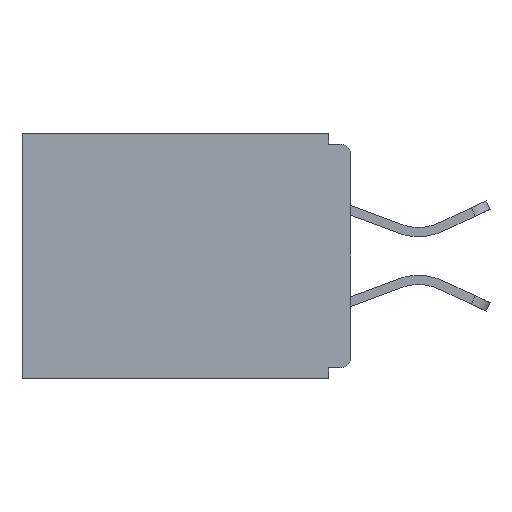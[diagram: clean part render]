
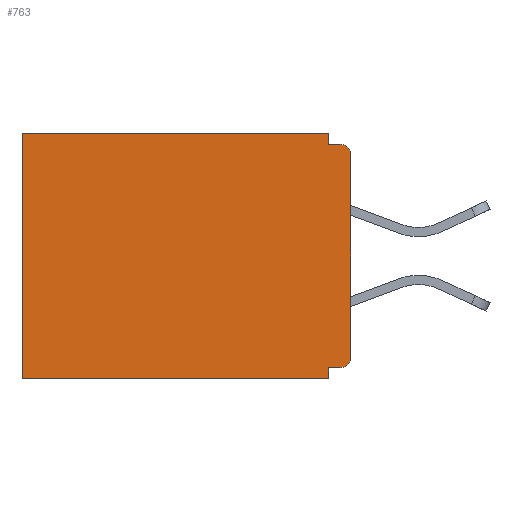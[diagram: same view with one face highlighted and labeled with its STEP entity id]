
A CAD part, left-side view. The second image highlights one B-rep face of the part: STEP entity #763.
In plain terms, the highlighted planar face has unit normal (-1, 0, 0).
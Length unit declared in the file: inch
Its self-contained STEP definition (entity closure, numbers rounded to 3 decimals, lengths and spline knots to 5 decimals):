
#15 = EDGE_CURVE ( 'NONE', #25206, #15854, #22255, .T. ) ;
#166 = ORIENTED_EDGE ( 'NONE', *, *, #11178, .F. ) ;
#671 = DIRECTION ( 'NONE',  ( 0., 1., 0. ) ) ;
#733 = DIRECTION ( 'NONE',  ( -1., 0., 0. ) ) ;
#763 = ADVANCED_FACE ( 'NONE', ( #1803 ), #1779, .F. ) ;
#879 = LINE ( 'NONE', #10639, #7885 ) ;
#1064 = VECTOR ( 'NONE', #12656, 39.37008 ) ;
#1084 = CARTESIAN_POINT ( 'NONE',  ( 0.298, 0., -0.343 ) ) ;
#1538 = ORIENTED_EDGE ( 'NONE', *, *, #17238, .T. ) ;
#1779 = PLANE ( 'NONE',  #14610 ) ;
#1803 = FACE_OUTER_BOUND ( 'NONE', #17024, .T. ) ;
#3153 = CARTESIAN_POINT ( 'NONE',  ( 0.298, 0.031, -0.328 ) ) ;
#3508 = CARTESIAN_POINT ( 'NONE',  ( 0.298, 0.015, -0.313 ) ) ;
#4241 = DIRECTION ( 'NONE',  ( 0., 0., -1. ) ) ;
#4326 = AXIS2_PLACEMENT_3D ( 'NONE', #4486, #733, #16296 ) ;
#4486 = CARTESIAN_POINT ( 'NONE',  ( 0.298, 0.015, -0.03 ) ) ;
#4620 = DIRECTION ( 'NONE',  ( 0., 0., -1. ) ) ;
#4793 = VERTEX_POINT ( 'NONE', #8691 ) ;
#5189 = CIRCLE ( 'NONE', #15651, 0.015 ) ;
#5344 = LINE ( 'NONE', #6453, #11726 ) ;
#5734 = CARTESIAN_POINT ( 'NONE',  ( 0.298, 0., 0. ) ) ;
#6135 = CARTESIAN_POINT ( 'NONE',  ( 0.298, 0.015, -0.015 ) ) ;
#6153 = VECTOR ( 'NONE', #23722, 39.37008 ) ;
#6400 = CARTESIAN_POINT ( 'NONE',  ( 0.298, 0., -0.03 ) ) ;
#6453 = CARTESIAN_POINT ( 'NONE',  ( 0.298, 0., -0.015 ) ) ;
#7279 = LINE ( 'NONE', #25176, #21594 ) ;
#7689 = VECTOR ( 'NONE', #8341, 39.37008 ) ;
#7885 = VECTOR ( 'NONE', #671, 39.37008 ) ;
#8341 = DIRECTION ( 'NONE',  ( 0., 1., 0. ) ) ;
#8691 = CARTESIAN_POINT ( 'NONE',  ( 0.298, 0.46, -0.343 ) ) ;
#9940 = DIRECTION ( 'NONE',  ( -1., 0., 0. ) ) ;
#10266 = CARTESIAN_POINT ( 'NONE',  ( 0.298, 0.031, -0.343 ) ) ;
#10525 = ORIENTED_EDGE ( 'NONE', *, *, #16447, .F. ) ;
#10639 = CARTESIAN_POINT ( 'NONE',  ( 0.298, 0., -0.328 ) ) ;
#10906 = CARTESIAN_POINT ( 'NONE',  ( 0.298, 0.031, 0. ) ) ;
#11178 = EDGE_CURVE ( 'NONE', #25206, #20571, #22530, .T. ) ;
#11478 = DIRECTION ( 'NONE',  ( 0., 0., -1. ) ) ;
#11674 = VERTEX_POINT ( 'NONE', #3153 ) ;
#11726 = VECTOR ( 'NONE', #12231, 39.37008 ) ;
#12231 = DIRECTION ( 'NONE',  ( 0., -1., 0. ) ) ;
#12432 = VECTOR ( 'NONE', #4620, 39.37008 ) ;
#12542 = ORIENTED_EDGE ( 'NONE', *, *, #15, .T. ) ;
#12656 = DIRECTION ( 'NONE',  ( 0., 1., 0. ) ) ;
#12791 = ORIENTED_EDGE ( 'NONE', *, *, #13406, .F. ) ;
#13406 = EDGE_CURVE ( 'NONE', #13722, #15854, #5344, .T. ) ;
#13540 = EDGE_CURVE ( 'NONE', #20483, #4793, #25116, .T. ) ;
#13722 = VERTEX_POINT ( 'NONE', #22811 ) ;
#14296 = CARTESIAN_POINT ( 'NONE',  ( 0.298, 0.46, 0. ) ) ;
#14389 = CARTESIAN_POINT ( 'NONE',  ( 0.298, 0., -0.313 ) ) ;
#14579 = EDGE_CURVE ( 'NONE', #20711, #18299, #24471, .T. ) ;
#14610 = AXIS2_PLACEMENT_3D ( 'NONE', #21165, #15387, #17083 ) ;
#14763 = EDGE_CURVE ( 'NONE', #20711, #13722, #17113, .T. ) ;
#14901 = ORIENTED_EDGE ( 'NONE', *, *, #23025, .F. ) ;
#15303 = ORIENTED_EDGE ( 'NONE', *, *, #14763, .F. ) ;
#15387 = DIRECTION ( 'NONE',  ( 1., 0., 0. ) ) ;
#15518 = DIRECTION ( 'NONE',  ( 0., 0., -1. ) ) ;
#15651 = AXIS2_PLACEMENT_3D ( 'NONE', #3508, #9940, #4241 ) ;
#15854 = VERTEX_POINT ( 'NONE', #6135 ) ;
#16296 = DIRECTION ( 'NONE',  ( 0., 0., -1. ) ) ;
#16447 = EDGE_CURVE ( 'NONE', #11674, #20483, #7279, .T. ) ;
#17024 = EDGE_LOOP ( 'NONE', ( #12542, #12791, #15303, #17261, #1538, #24908, #10525, #14901, #21119, #166 ) ) ;
#17083 = DIRECTION ( 'NONE',  ( 0., 0., -1. ) ) ;
#17113 = LINE ( 'NONE', #10266, #6153 ) ;
#17238 = EDGE_CURVE ( 'NONE', #18299, #4793, #25210, .T. ) ;
#17261 = ORIENTED_EDGE ( 'NONE', *, *, #14579, .T. ) ;
#18299 = VERTEX_POINT ( 'NONE', #22416 ) ;
#20483 = VERTEX_POINT ( 'NONE', #21963 ) ;
#20565 = CARTESIAN_POINT ( 'NONE',  ( 0.298, 0.015, -0.328 ) ) ;
#20571 = VERTEX_POINT ( 'NONE', #14389 ) ;
#20711 = VERTEX_POINT ( 'NONE', #10906 ) ;
#21119 = ORIENTED_EDGE ( 'NONE', *, *, #21804, .T. ) ;
#21165 = CARTESIAN_POINT ( 'NONE',  ( 0.298, 0., 0. ) ) ;
#21497 = VERTEX_POINT ( 'NONE', #20565 ) ;
#21594 = VECTOR ( 'NONE', #11478, 39.37008 ) ;
#21804 = EDGE_CURVE ( 'NONE', #21497, #20571, #5189, .T. ) ;
#21963 = CARTESIAN_POINT ( 'NONE',  ( 0.298, 0.031, -0.343 ) ) ;
#22255 = CIRCLE ( 'NONE', #4326, 0.015 ) ;
#22416 = CARTESIAN_POINT ( 'NONE',  ( 0.298, 0.46, 0. ) ) ;
#22530 = LINE ( 'NONE', #5734, #24095 ) ;
#22811 = CARTESIAN_POINT ( 'NONE',  ( 0.298, 0.031, -0.015 ) ) ;
#23025 = EDGE_CURVE ( 'NONE', #21497, #11674, #879, .T. ) ;
#23663 = CARTESIAN_POINT ( 'NONE',  ( 0.298, 0., 0. ) ) ;
#23722 = DIRECTION ( 'NONE',  ( 0., 0., -1. ) ) ;
#24095 = VECTOR ( 'NONE', #15518, 39.37008 ) ;
#24471 = LINE ( 'NONE', #23663, #7689 ) ;
#24908 = ORIENTED_EDGE ( 'NONE', *, *, #13540, .F. ) ;
#25116 = LINE ( 'NONE', #1084, #1064 ) ;
#25176 = CARTESIAN_POINT ( 'NONE',  ( 0.298, 0.031, -0.343 ) ) ;
#25206 = VERTEX_POINT ( 'NONE', #6400 ) ;
#25210 = LINE ( 'NONE', #14296, #12432 ) ;
